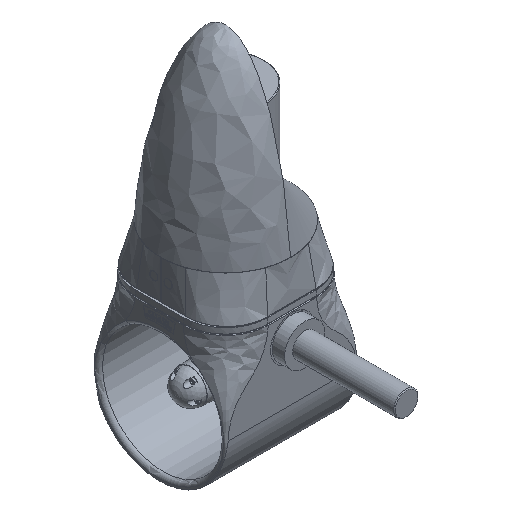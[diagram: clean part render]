
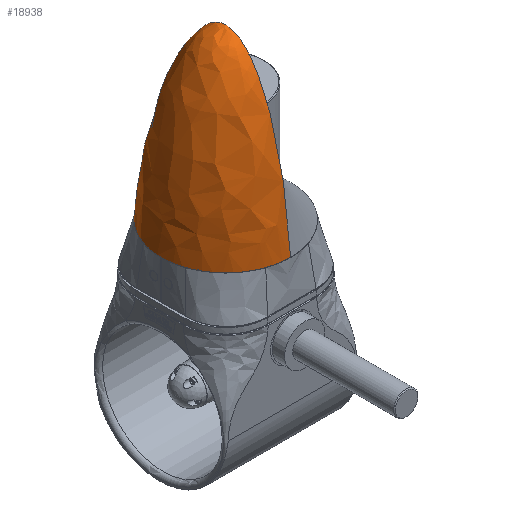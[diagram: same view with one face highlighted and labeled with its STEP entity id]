
A CAD part, isometric view. The second image highlights one B-rep face of the part: STEP entity #18938.
In plain terms, the highlighted free-form (B-spline) face has degree [3, 3] with [4, 4] control points.
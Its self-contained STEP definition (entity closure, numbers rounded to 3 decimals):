
#69=ELLIPSE('',#20069,260.366,81.859);
#70=ELLIPSE('',#20070,260.366,81.859);
#100=(
BOUNDED_SURFACE()
B_SPLINE_SURFACE(3,3,((#28738,#28739,#28740,#28741),(#28742,#28743,#28744,
#28745),(#28746,#28747,#28748,#28749),(#28750,#28751,#28752,#28753)),
 .UNSPECIFIED.,.F.,.F.,.F.)
B_SPLINE_SURFACE_WITH_KNOTS((4,4),(4,4),(0.,1.),(0.,1.),.UNSPECIFIED.)
GEOMETRIC_REPRESENTATION_ITEM()
RATIONAL_B_SPLINE_SURFACE(((1.,0.333,0.333,1.),
(0.849,0.283,0.283,0.849),
(0.849,0.283,0.283,0.849),
(1.,0.333,0.333,1.)))
REPRESENTATION_ITEM('')
SURFACE()
);
#5124=FACE_OUTER_BOUND('',#6261,.T.);
#6261=EDGE_LOOP('',(#12918,#12919,#12920));
#7485=CIRCLE('',#19987,80.25);
#7887=VERTEX_POINT('',#26705);
#7888=VERTEX_POINT('',#26706);
#8022=VERTEX_POINT('',#28431);
#9782=EDGE_CURVE('',#7887,#7888,#7485,.T.);
#9966=EDGE_CURVE('',#7888,#8022,#69,.T.);
#9967=EDGE_CURVE('',#7887,#8022,#70,.T.);
#12918=ORIENTED_EDGE('',*,*,#9782,.T.);
#12919=ORIENTED_EDGE('',*,*,#9966,.T.);
#12920=ORIENTED_EDGE('',*,*,#9967,.F.);
#18938=ADVANCED_FACE('',(#5124),#100,.T.);
#19987=AXIS2_PLACEMENT_3D('',#26707,#21144,#21145);
#20069=AXIS2_PLACEMENT_3D('',#28432,#21371,#21372);
#20070=AXIS2_PLACEMENT_3D('',#28433,#21373,#21374);
#21144=DIRECTION('center_axis',(0.,0.,
1.));
#21145=DIRECTION('ref_axis',(0.,1.,0.));
#21371=DIRECTION('center_axis',(-1.,0.,0.));
#21372=DIRECTION('ref_axis',(0.,0.,
-1.));
#21373=DIRECTION('center_axis',(1.,0.,0.));
#21374=DIRECTION('ref_axis',(0.,0.,
1.));
#26705=CARTESIAN_POINT('',(0.,80.25,370.982));
#26706=CARTESIAN_POINT('',(0.,-80.25,370.982));
#26707=CARTESIAN_POINT('Origin',(0.,0.,
370.982));
#28431=CARTESIAN_POINT('',(0.,0.,579.982));
#28432=CARTESIAN_POINT('Origin',(0.,0.,
319.616));
#28433=CARTESIAN_POINT('Origin',(0.,0.,
319.616));
#28738=CARTESIAN_POINT('Ctrl Pts',(0.,-80.25,
370.982));
#28739=CARTESIAN_POINT('Ctrl Pts',(-160.5,-80.25,
370.982));
#28740=CARTESIAN_POINT('Ctrl Pts',(-160.5,80.25,370.982));
#28741=CARTESIAN_POINT('Ctrl Pts',(0.,80.25,
370.982));
#28742=CARTESIAN_POINT('Ctrl Pts',(0.,-72.218,
497.939));
#28743=CARTESIAN_POINT('Ctrl Pts',(-144.435,-72.218,
497.939));
#28744=CARTESIAN_POINT('Ctrl Pts',(-144.435,72.218,497.939));
#28745=CARTESIAN_POINT('Ctrl Pts',(0.,72.218,
497.939));
#28746=CARTESIAN_POINT('Ctrl Pts',(0.,-40.715,
579.982));
#28747=CARTESIAN_POINT('Ctrl Pts',(-81.431,-40.715,
579.982));
#28748=CARTESIAN_POINT('Ctrl Pts',(-81.431,40.715,579.982));
#28749=CARTESIAN_POINT('Ctrl Pts',(0.,40.715,
579.982));
#28750=CARTESIAN_POINT('Ctrl Pts',(0.,0.,
579.982));
#28751=CARTESIAN_POINT('Ctrl Pts',(0.,0.,
579.982));
#28752=CARTESIAN_POINT('Ctrl Pts',(0.,0.,
579.982));
#28753=CARTESIAN_POINT('Ctrl Pts',(0.,0.,
579.982));
